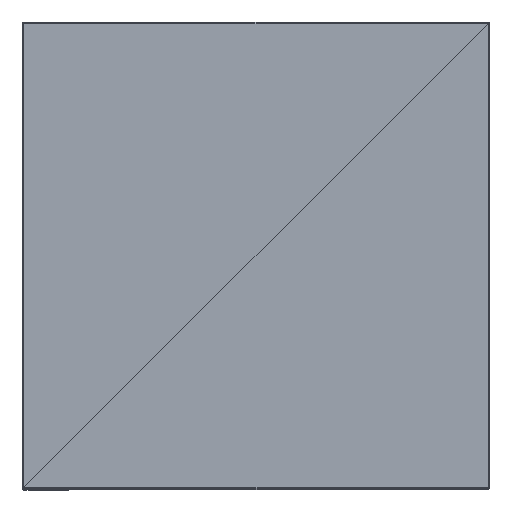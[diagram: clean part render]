
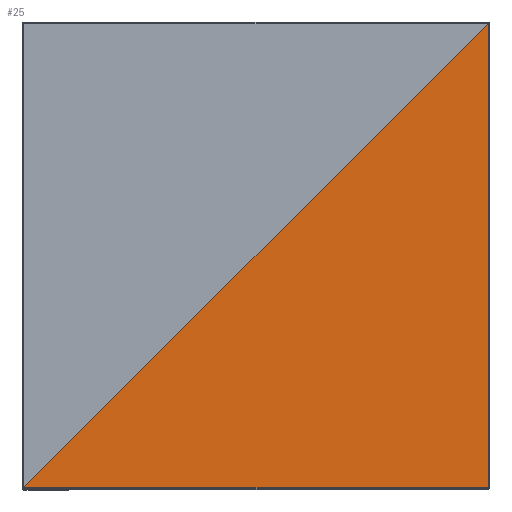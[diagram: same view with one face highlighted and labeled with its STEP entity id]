
A CAD part, top view. The second image highlights one B-rep face of the part: STEP entity #25.
In plain terms, the highlighted free-form (B-spline) face has degree [1, 1] with [2, 2] control points.
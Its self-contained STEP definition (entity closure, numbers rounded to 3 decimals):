
#25=ADVANCED_FACE('',(#179),#1489,.T.);
#179=FACE_OUTER_BOUND('',#333,.T.);
#333=EDGE_LOOP('',(#489,#490,#491));
#489=ORIENTED_EDGE('',*,*,#1039,.T.);
#490=ORIENTED_EDGE('',*,*,#1094,.T.);
#491=ORIENTED_EDGE('',*,*,#1040,.F.);
#1039=EDGE_CURVE('',#1436,#1454,#1270,.T.);
#1040=EDGE_CURVE('',#1436,#1457,#1271,.T.);
#1094=EDGE_CURVE('',#1454,#1457,#1325,.T.);
#1270=B_SPLINE_CURVE_WITH_KNOTS('',1,(#2477,#2478),.UNSPECIFIED.,.F.,.F.,
(2,2),(0.,1.),.UNSPECIFIED.);
#1271=B_SPLINE_CURVE_WITH_KNOTS('',1,(#2479,#2480),.UNSPECIFIED.,.F.,.F.,
(2,2),(0.,1.),.UNSPECIFIED.);
#1325=B_SPLINE_CURVE_WITH_KNOTS('',1,(#2587,#2588),.UNSPECIFIED.,.F.,.F.,
(2,2),(0.,1.),.UNSPECIFIED.);
#1436=VERTEX_POINT('',#2242);
#1454=VERTEX_POINT('',#2260);
#1457=VERTEX_POINT('',#2263);
#1489=B_SPLINE_SURFACE_WITH_KNOTS('',1,1,((#1808,#1809),(#1810,#1811)),
 .UNSPECIFIED.,.F.,.F.,.F.,(2,2),(2,2),(0.,447.),(0.,447.),
 .UNSPECIFIED.);
#1808=CARTESIAN_POINT('',(1.5,1.5,450.));
#1809=CARTESIAN_POINT('',(1.5,448.5,450.));
#1810=CARTESIAN_POINT('',(448.5,1.5,450.));
#1811=CARTESIAN_POINT('',(448.5,448.5,450.));
#2242=CARTESIAN_POINT('',(1.5,1.5,450.));
#2260=CARTESIAN_POINT('',(448.5,1.5,450.));
#2263=CARTESIAN_POINT('',(448.5,448.5,450.));
#2477=CARTESIAN_POINT('',(1.5,1.5,450.));
#2478=CARTESIAN_POINT('',(448.5,1.5,450.));
#2479=CARTESIAN_POINT('',(1.5,1.5,450.));
#2480=CARTESIAN_POINT('',(448.5,448.5,450.));
#2587=CARTESIAN_POINT('',(448.5,1.5,450.));
#2588=CARTESIAN_POINT('',(448.5,448.5,450.));
